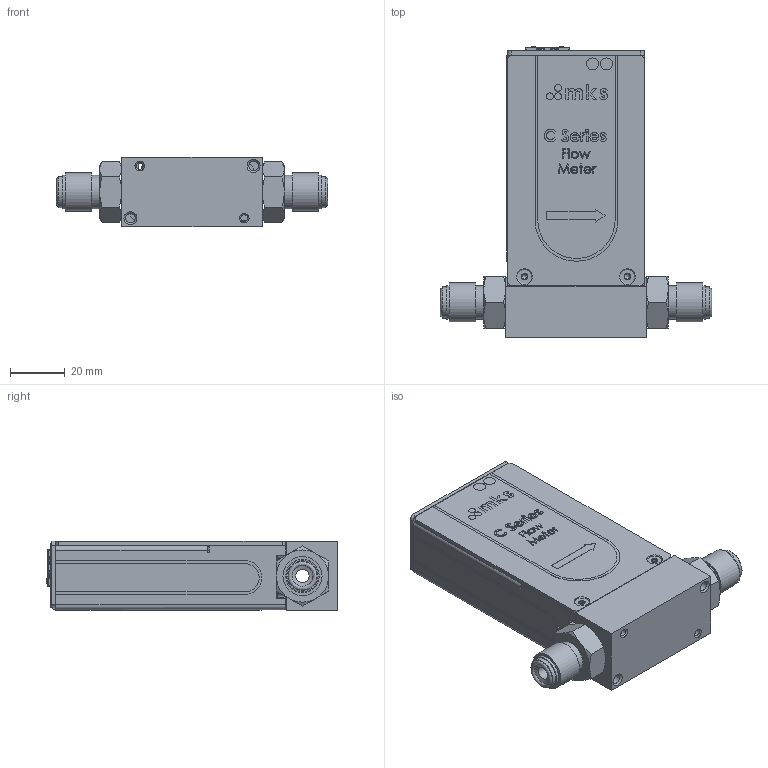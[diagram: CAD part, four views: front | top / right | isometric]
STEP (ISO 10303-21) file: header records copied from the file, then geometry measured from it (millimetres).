
FILE_DESCRIPTION (( 'STEP AP214' ), '1' );
FILE_NAME ('C-series_modbus_4vcr_short_MFM.STEP', '2019-03-19T17:57:16', ( '' ), ( '' ), 'SwSTEP 2.0', 'SolidWorks 2015', '' );
FILE_SCHEMA (( 'AUTOMOTIVE_DESIGN' ));
Length unit declared in the file: inch
Products named in the file (1): C-series_modbus_4vcr_short_MFM
Bounding box: 99 x 105.97 x 25.44 mm (x, y, z)
Surface area: 38903.4 mm2 (no closed solid volume)
Topology: 0 solids, 42 shells, 665 faces, 3299 edges, 2629 vertices
Faces by surface type: plane 394, cylinder 139, bspline 76, cone 56
Full cylindrical faces by diameter (mm): 1.194 x3, 1.524 x2, 1.702 x1, 2.5 x2, 3.454 x2, 3.8 x1, 4.826 x2, 5.563 x1, 6.071 x1, 11.379 x2, 12.192 x4, 14.252 x2
Entity records: 49209 total; most frequent: CARTESIAN_POINT 16641, ORIENTED_EDGE 4442, DIRECTION 4124, EDGE_CURVE 3249, VERTEX_POINT 2619, VECTOR 2224, LINE 2224, AXIS2_PLACEMENT_3D 950
